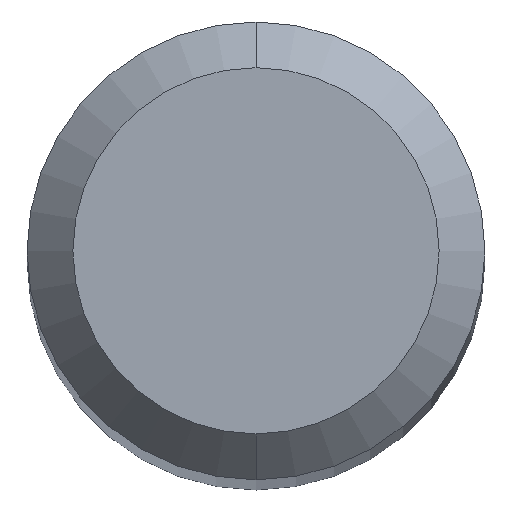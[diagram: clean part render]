
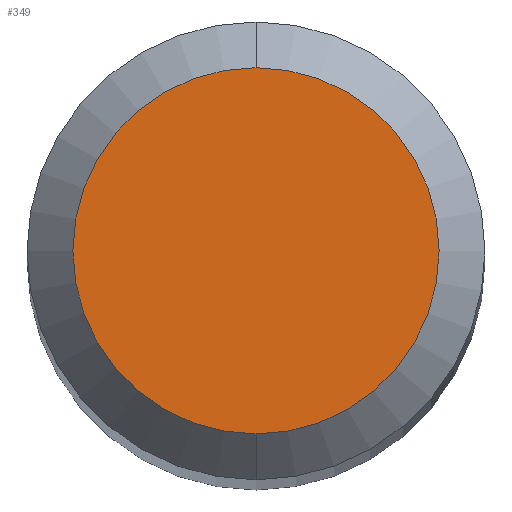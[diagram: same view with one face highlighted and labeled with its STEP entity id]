
A CAD part, top view. The second image highlights one B-rep face of the part: STEP entity #349.
In plain terms, the highlighted planar face has unit normal (0, 0, 1).
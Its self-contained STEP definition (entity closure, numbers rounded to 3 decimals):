
#211=VERTEX_POINT('',#508);
#349=ADVANCED_FACE('',(#657),#658,.T.);
#371=VERTEX_POINT('',#681);
#377=EDGE_CURVE('',#211,#371,#688,.T.);
#425=EDGE_CURVE('',#371,#211,#742,.T.);
#508=CARTESIAN_POINT('',(0.,-1.2,0.0));
#657=FACE_OUTER_BOUND('',#1139,.T.);
#658=PLANE('',#1140);
#681=CARTESIAN_POINT('',(0.0,1.2,0.0));
#688=CIRCLE('',#1230,1.2);
#742=CIRCLE('',#1323,1.2);
#1139=EDGE_LOOP('',(#1591,#1592));
#1140=AXIS2_PLACEMENT_3D('',#1593,#1594,#1595);
#1230=AXIS2_PLACEMENT_3D('',#1621,#1622,#1623);
#1323=AXIS2_PLACEMENT_3D('',#1690,#1691,#1692);
#1591=ORIENTED_EDGE('',*,*,#425,.F.);
#1592=ORIENTED_EDGE('',*,*,#377,.F.);
#1593=CARTESIAN_POINT('',(0.0,0.6,0.0));
#1594=DIRECTION('',(-0.0,0.0,1.0));
#1595=DIRECTION('',(0.0,-1.0,0.0));
#1621=CARTESIAN_POINT('',(0.0,0.0,0.0));
#1622=DIRECTION('',(0.0,0.0,-1.0));
#1623=DIRECTION('',(0.0,1.0,0.0));
#1690=CARTESIAN_POINT('',(0.0,0.0,0.0));
#1691=DIRECTION('',(0.0,0.0,-1.0));
#1692=DIRECTION('',(0.0,1.0,0.0));
